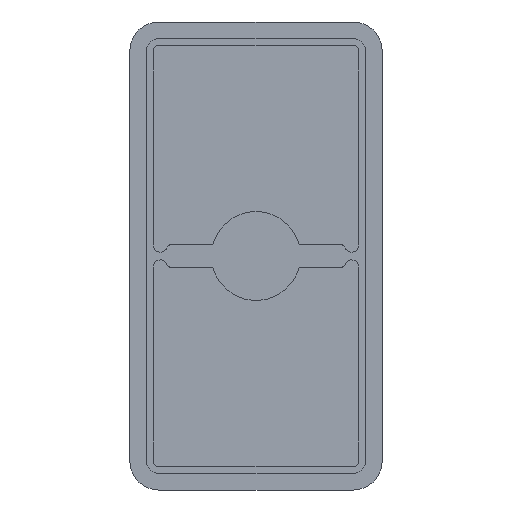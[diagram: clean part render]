
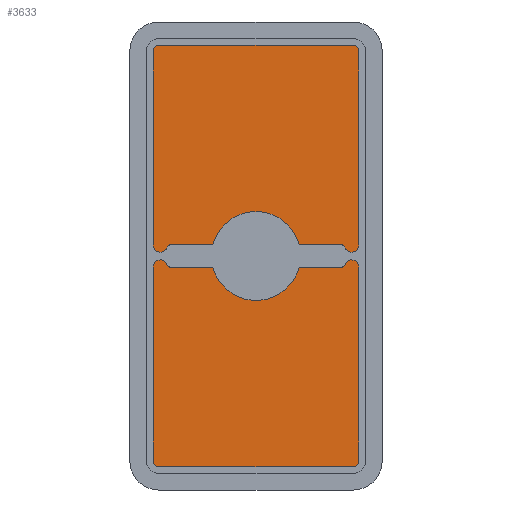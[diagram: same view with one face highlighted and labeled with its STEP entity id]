
A CAD part, front view. The second image highlights one B-rep face of the part: STEP entity #3633.
In plain terms, the highlighted planar face has unit normal (0, -1, 0).
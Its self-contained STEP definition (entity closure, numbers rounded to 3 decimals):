
#5 = CARTESIAN_POINT ( 'NONE',  ( -9.05, 0., -18.75 ) ) ;
#342 = CARTESIAN_POINT ( 'NONE',  ( -9.05, 0., -19.75 ) ) ;
#363 = DIRECTION ( 'NONE',  ( 0., 0., 1. ) ) ;
#383 = ORIENTED_EDGE ( 'NONE', *, *, #5100, .F. ) ;
#430 = DIRECTION ( 'NONE',  ( 0., -1., 0. ) ) ;
#482 = CARTESIAN_POINT ( 'NONE',  ( 9.05, 0., 19.75 ) ) ;
#756 = CIRCLE ( 'NONE', #5367, 1. ) ;
#897 = CARTESIAN_POINT ( 'NONE',  ( -10.05, 0., 18.75 ) ) ;
#948 = DIRECTION ( 'NONE',  ( 0., -1., 0. ) ) ;
#1168 = CARTESIAN_POINT ( 'NONE',  ( 9.05, 0., 19.75 ) ) ;
#1179 = DIRECTION ( 'NONE',  ( 0., 0., -1. ) ) ;
#1186 = DIRECTION ( 'NONE',  ( -1., 0., 0. ) ) ;
#1291 = CARTESIAN_POINT ( 'NONE',  ( 10.05, 0., 0. ) ) ;
#1325 = ORIENTED_EDGE ( 'NONE', *, *, #2092, .F. ) ;
#1527 = EDGE_CURVE ( 'NONE', #3969, #2648, #3002, .T. ) ;
#1585 = VECTOR ( 'NONE', #1179, 1000. ) ;
#1670 = CARTESIAN_POINT ( 'NONE',  ( -9.05, 0., 19.75 ) ) ;
#1697 = VERTEX_POINT ( 'NONE', #3533 ) ;
#1731 = VECTOR ( 'NONE', #4816, 1000. ) ;
#1959 = EDGE_LOOP ( 'NONE', ( #4218, #383, #2961, #2770, #3187, #1325, #3384, #4402 ) ) ;
#2067 = DIRECTION ( 'NONE',  ( 0., 1., 0. ) ) ;
#2077 = CIRCLE ( 'NONE', #5291, 1. ) ;
#2092 = EDGE_CURVE ( 'NONE', #5279, #4583, #2958, .T. ) ;
#2174 = EDGE_CURVE ( 'NONE', #5187, #5130, #2818, .T. ) ;
#2233 = CARTESIAN_POINT ( 'NONE',  ( 10.05, 0., 18.75 ) ) ;
#2392 = DIRECTION ( 'NONE',  ( 0., -1., 0. ) ) ;
#2470 = CARTESIAN_POINT ( 'NONE',  ( -10.05, 0., 0. ) ) ;
#2538 = LINE ( 'NONE', #2470, #1585 ) ;
#2648 = VERTEX_POINT ( 'NONE', #342 ) ;
#2689 = CARTESIAN_POINT ( 'NONE',  ( 9.05, 0., -19.75 ) ) ;
#2770 = ORIENTED_EDGE ( 'NONE', *, *, #3272, .T. ) ;
#2818 = LINE ( 'NONE', #1291, #1731 ) ;
#2958 = CIRCLE ( 'NONE', #5087, 1. ) ;
#2961 = ORIENTED_EDGE ( 'NONE', *, *, #2174, .F. ) ;
#3002 = LINE ( 'NONE', #5646, #3704 ) ;
#3098 = DIRECTION ( 'NONE',  ( 0., 0., 1. ) ) ;
#3187 = ORIENTED_EDGE ( 'NONE', *, *, #3838, .T. ) ;
#3190 = AXIS2_PLACEMENT_3D ( 'NONE', #3843, #3399, #363 ) ;
#3227 = AXIS2_PLACEMENT_3D ( 'NONE', #5069, #2392, #3733 ) ;
#3242 = EDGE_CURVE ( 'NONE', #1697, #2648, #756, .T. ) ;
#3272 = EDGE_CURVE ( 'NONE', #5187, #3350, #2077, .T. ) ;
#3350 = VERTEX_POINT ( 'NONE', #482 ) ;
#3384 = ORIENTED_EDGE ( 'NONE', *, *, #4327, .T. ) ;
#3399 = DIRECTION ( 'NONE',  ( 0., 1., 0. ) ) ;
#3443 = CARTESIAN_POINT ( 'NONE',  ( 10.05, 0., -18.75 ) ) ;
#3533 = CARTESIAN_POINT ( 'NONE',  ( -10.05, 0., -18.75 ) ) ;
#3566 = CARTESIAN_POINT ( 'NONE',  ( 9.05, 0., 18.75 ) ) ;
#3633 = ADVANCED_FACE ( 'NONE', ( #3937 ), #4615, .T. ) ;
#3704 = VECTOR ( 'NONE', #3824, 1000. ) ;
#3733 = DIRECTION ( 'NONE',  ( 0., 0., -1. ) ) ;
#3824 = DIRECTION ( 'NONE',  ( -1., 0., 0. ) ) ;
#3825 = CIRCLE ( 'NONE', #3190, 1. ) ;
#3838 = EDGE_CURVE ( 'NONE', #3350, #4583, #5733, .T. ) ;
#3843 = CARTESIAN_POINT ( 'NONE',  ( 9.05, 0., -18.75 ) ) ;
#3937 = FACE_OUTER_BOUND ( 'NONE', #1959, .T. ) ;
#3969 = VERTEX_POINT ( 'NONE', #2689 ) ;
#4218 = ORIENTED_EDGE ( 'NONE', *, *, #1527, .F. ) ;
#4327 = EDGE_CURVE ( 'NONE', #5279, #1697, #2538, .T. ) ;
#4402 = ORIENTED_EDGE ( 'NONE', *, *, #3242, .T. ) ;
#4560 = VECTOR ( 'NONE', #1186, 1000. ) ;
#4583 = VERTEX_POINT ( 'NONE', #1670 ) ;
#4608 = DIRECTION ( 'NONE',  ( 0., 0., -1. ) ) ;
#4615 = PLANE ( 'NONE',  #3227 ) ;
#4717 = CARTESIAN_POINT ( 'NONE',  ( -9.05, 0., 18.75 ) ) ;
#4816 = DIRECTION ( 'NONE',  ( 0., 0., -1. ) ) ;
#5069 = CARTESIAN_POINT ( 'NONE',  ( 9.05, 0., -18.75 ) ) ;
#5087 = AXIS2_PLACEMENT_3D ( 'NONE', #4717, #2067, #5651 ) ;
#5100 = EDGE_CURVE ( 'NONE', #5130, #3969, #3825, .T. ) ;
#5130 = VERTEX_POINT ( 'NONE', #3443 ) ;
#5187 = VERTEX_POINT ( 'NONE', #2233 ) ;
#5279 = VERTEX_POINT ( 'NONE', #897 ) ;
#5291 = AXIS2_PLACEMENT_3D ( 'NONE', #3566, #948, #4608 ) ;
#5367 = AXIS2_PLACEMENT_3D ( 'NONE', #5, #430, #3098 ) ;
#5646 = CARTESIAN_POINT ( 'NONE',  ( 9.05, 0., -19.75 ) ) ;
#5651 = DIRECTION ( 'NONE',  ( 0., 0., -1. ) ) ;
#5733 = LINE ( 'NONE', #1168, #4560 ) ;
